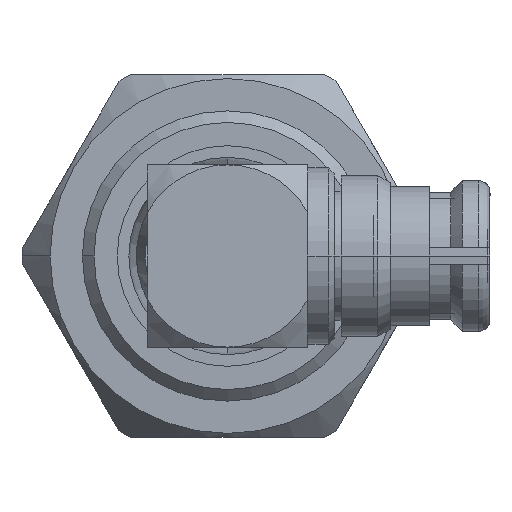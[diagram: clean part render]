
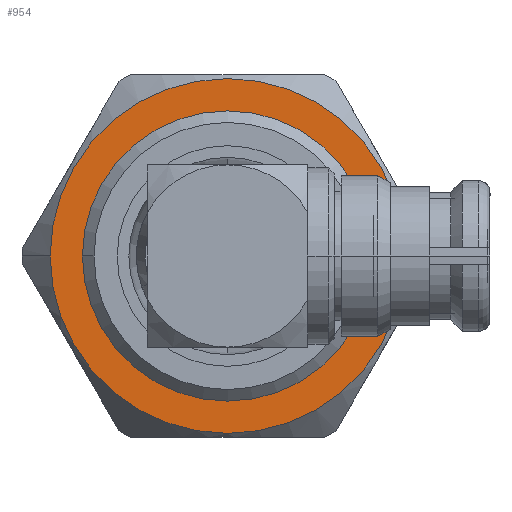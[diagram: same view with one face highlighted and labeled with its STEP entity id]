
A CAD part, left-side view. The second image highlights one B-rep face of the part: STEP entity #954.
In plain terms, the highlighted face is planar.
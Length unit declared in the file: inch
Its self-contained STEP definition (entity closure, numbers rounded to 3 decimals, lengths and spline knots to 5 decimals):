
#880 = FACE_OUTER_BOUND ( 'NONE', #4356, .T. ) ;
#954 = ADVANCED_FACE ( 'NONE', ( #15031, #880 ), #8100, .T. ) ;
#1650 = CARTESIAN_POINT ( 'NONE',  ( 0.331, 0., 0.15279 ) ) ;
#1962 = CIRCLE ( 'NONE', #9479, 0.125 ) ;
#2000 = EDGE_CURVE ( 'NONE', #9769, #2285, #12647, .T. ) ;
#2136 = ORIENTED_EDGE ( 'NONE', *, *, #14439, .T. ) ;
#2214 = CIRCLE ( 'NONE', #3231, 0.15279 ) ;
#2245 = DIRECTION ( 'NONE',  ( 1., 0., 0. ) ) ;
#2285 = VERTEX_POINT ( 'NONE', #10969 ) ;
#2704 = ORIENTED_EDGE ( 'NONE', *, *, #11487, .F. ) ;
#2735 = DIRECTION ( 'NONE',  ( 1., 0., 0. ) ) ;
#3011 = DIRECTION ( 'NONE',  ( 0., 0., -1. ) ) ;
#3202 = CARTESIAN_POINT ( 'NONE',  ( 0.331, 0., 0. ) ) ;
#3231 = AXIS2_PLACEMENT_3D ( 'NONE', #5959, #11729, #11800 ) ;
#3914 = VERTEX_POINT ( 'NONE', #8638 ) ;
#4176 = CARTESIAN_POINT ( 'NONE',  ( 0.331, 0., 0. ) ) ;
#4181 = AXIS2_PLACEMENT_3D ( 'NONE', #8606, #2735, #13642 ) ;
#4356 = EDGE_LOOP ( 'NONE', ( #2136, #9655 ) ) ;
#4412 = ORIENTED_EDGE ( 'NONE', *, *, #10148, .F. ) ;
#5959 = CARTESIAN_POINT ( 'NONE',  ( 0.331, 0., 0. ) ) ;
#7044 = DIRECTION ( 'NONE',  ( 0., 0., -1. ) ) ;
#7232 = EDGE_LOOP ( 'NONE', ( #2704, #4412 ) ) ;
#7910 = AXIS2_PLACEMENT_3D ( 'NONE', #4176, #12835, #3011 ) ;
#8100 = PLANE ( 'NONE',  #7910 ) ;
#8606 = CARTESIAN_POINT ( 'NONE',  ( 0.331, 0., 0. ) ) ;
#8638 = CARTESIAN_POINT ( 'NONE',  ( 0.331, 0., 0.125 ) ) ;
#9479 = AXIS2_PLACEMENT_3D ( 'NONE', #11529, #15107, #15185 ) ;
#9564 = CARTESIAN_POINT ( 'NONE',  ( 0.331, 0., -0.125 ) ) ;
#9655 = ORIENTED_EDGE ( 'NONE', *, *, #2000, .T. ) ;
#9769 = VERTEX_POINT ( 'NONE', #1650 ) ;
#10148 = EDGE_CURVE ( 'NONE', #3914, #14885, #13894, .T. ) ;
#10969 = CARTESIAN_POINT ( 'NONE',  ( 0.331, 0., -0.15279 ) ) ;
#11487 = EDGE_CURVE ( 'NONE', #14885, #3914, #1962, .T. ) ;
#11529 = CARTESIAN_POINT ( 'NONE',  ( 0.331, 0., 0. ) ) ;
#11729 = DIRECTION ( 'NONE',  ( 1., 0., 0. ) ) ;
#11800 = DIRECTION ( 'NONE',  ( 0., 0., -1. ) ) ;
#12647 = CIRCLE ( 'NONE', #14647, 0.15279 ) ;
#12835 = DIRECTION ( 'NONE',  ( 1., 0., 0. ) ) ;
#13642 = DIRECTION ( 'NONE',  ( 0., 0., -1. ) ) ;
#13894 = CIRCLE ( 'NONE', #4181, 0.125 ) ;
#14439 = EDGE_CURVE ( 'NONE', #2285, #9769, #2214, .T. ) ;
#14647 = AXIS2_PLACEMENT_3D ( 'NONE', #3202, #2245, #7044 ) ;
#14885 = VERTEX_POINT ( 'NONE', #9564 ) ;
#15031 = FACE_BOUND ( 'NONE', #7232, .T. ) ;
#15107 = DIRECTION ( 'NONE',  ( 1., 0., 0. ) ) ;
#15185 = DIRECTION ( 'NONE',  ( 0., 0., -1. ) ) ;
